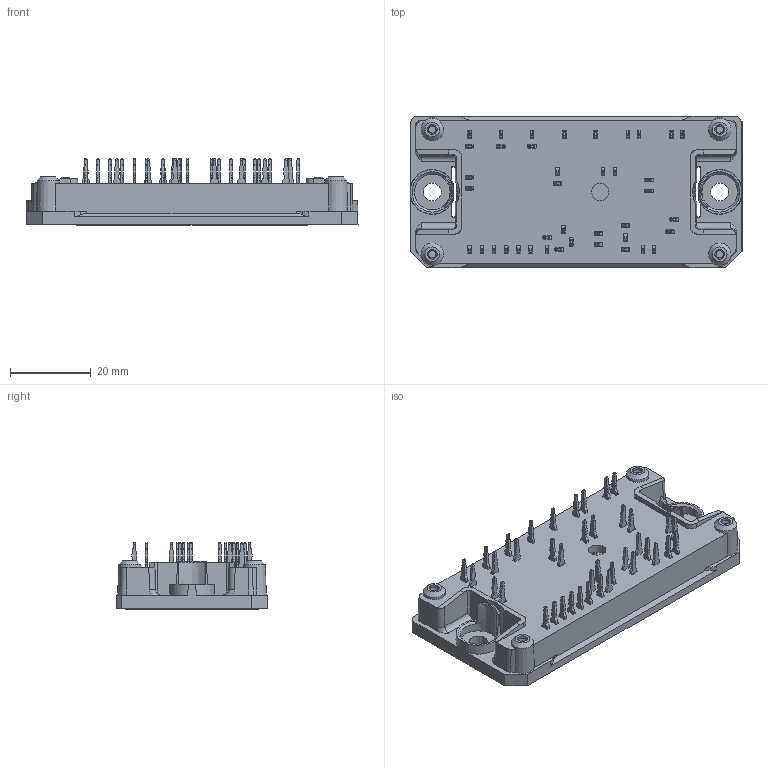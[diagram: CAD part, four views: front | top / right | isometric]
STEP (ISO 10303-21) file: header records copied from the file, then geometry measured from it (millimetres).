
FILE_DESCRIPTION(/* description */ ('Unknown'),/* implementation_level */ '2;1');
FILE_NAME(/* name */ 'Flow1-4T12TC-LJ00(400)-01-01-OL',/* time_stamp */ '2018-09-10T15:36:24+02:00',/* author */ ('Unknown'),/* organization */ ('Unknown'),/* preprocessor_version */ 'ST-DEVELOPER v16.7',/* originating_system */ 'DEX',/* authorisation */ $);
FILE_SCHEMA (('AUTOMOTIVE_DESIGN {1 0 10303 214 3 1 1}'));
Products named in the file (1): Flow1-4T12TC-LJ00-01-OL
Bounding box: 82 x 37.4 x 16.53 mm (x, y, z)
Volume: 13230.1 mm3; surface area: 18877.4 mm2
Topology: 2 solids, 42 shells, 2280 faces, 5846 edges, 3772 vertices
Faces by surface type: plane 1396, cylinder 661, cone 194, bspline 17, sphere 8, torus 4
Full cylindrical faces by diameter (mm): 0.5 x40, 2.4 x4, 4.3 x1, 4.4 x2
Entity records: 84579 total; most frequent: CARTESIAN_POINT 12456, DIRECTION 11800, ORIENTED_EDGE 11516, EDGE_CURVE 5758, LINE 4092, VECTOR 4092, AXIS2_PLACEMENT_3D 3854, VERTEX_POINT 3758
